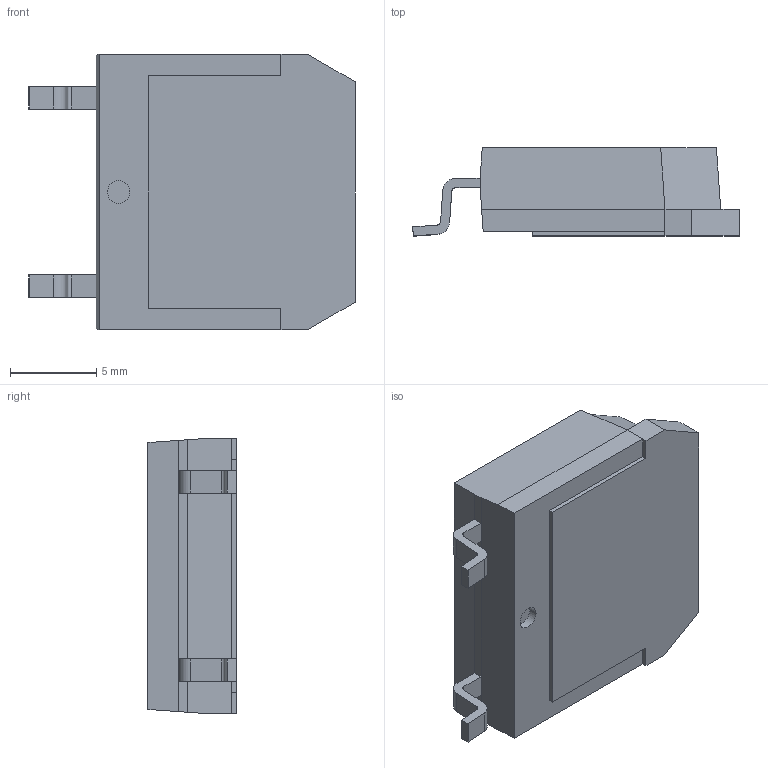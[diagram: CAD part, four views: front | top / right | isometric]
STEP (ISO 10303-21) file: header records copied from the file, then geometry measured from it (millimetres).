
FILE_DESCRIPTION (( 'STEP AP214' ), '1' );
FILE_NAME ('IXTT90P10P.STEP', '2023-02-13T15:04:09', ( '' ), ( '' ), 'SwSTEP 2.0', 'SolidWorks 2021', '' );
FILE_SCHEMA (( 'AUTOMOTIVE_DESIGN' ));
Length unit declared in the file: millimetre
Products named in the file (1): IXTT90P10P
Bounding box: 18.9 x 5.1 x 15.95 mm (x, y, z)
Volume: 1087.5 mm3; surface area: 1171.9 mm2
Topology: 4 solids, 4 shells, 72 faces, 176 edges, 116 vertices
Faces by surface type: plane 56, cylinder 16
Entity records: 2161 total; most frequent: CARTESIAN_POINT 365, DIRECTION 354, ORIENTED_EDGE 352, EDGE_CURVE 176, LINE 144, VECTOR 144, VERTEX_POINT 116, AXIS2_PLACEMENT_3D 105
